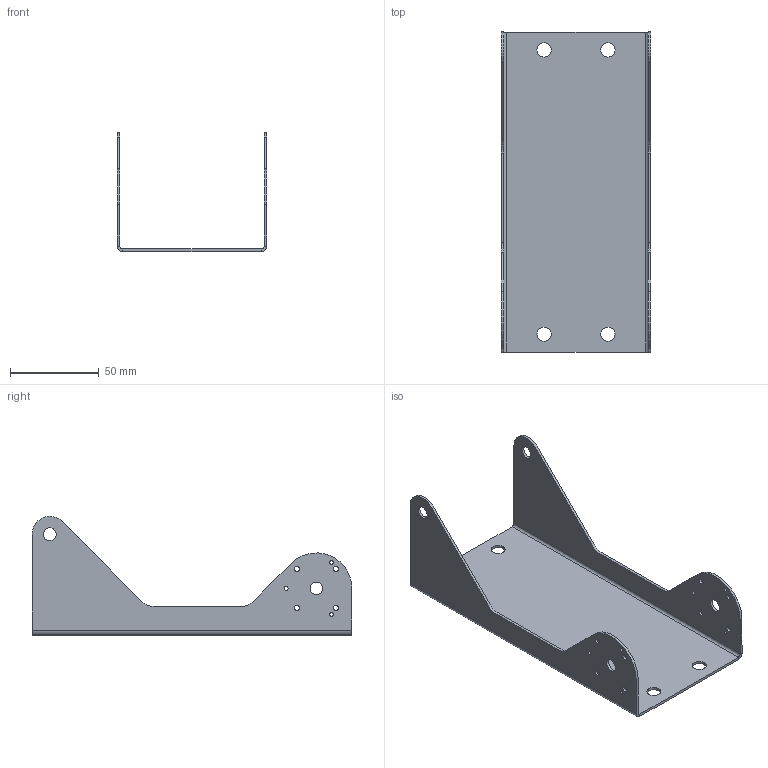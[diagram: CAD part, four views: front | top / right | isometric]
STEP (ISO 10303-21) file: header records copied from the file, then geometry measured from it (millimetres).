
FILE_DESCRIPTION(/* description */ (''),/* implementation_level */ '2;1');
FILE_NAME(/* name */ 'P0001_OB_200331_r02.step',/* time_stamp */ '2020-03-31T16:08:34+02:00',/* author */ (''),/* organization */ (''),/* preprocessor_version */ 'ST-DEVELOPER v18',/* originating_system */ 'Autodesk Translation Framework v8.12.0.6',/* authorisation */ '');
FILE_SCHEMA (('AUTOMOTIVE_DESIGN { 1 0 10303 214 3 1 1 }'));
Length unit declared in the file: millimetre
Products named in the file (1): P0001_OB_200331
Bounding box: 84.2 x 180 x 66.98 mm (x, y, z)
Volume: 39149.9 mm3; surface area: 53832.9 mm2
Topology: 1 solids, 1 shells, 56 faces, 176 edges, 122 vertices
Faces by surface type: cylinder 34, plane 22
Full cylindrical faces by diameter (mm): 2.1 x6, 3 x8, 7.2 x4, 8 x4
Entity records: 2151 total; most frequent: DIRECTION 388, CARTESIAN_POINT 355, ORIENTED_EDGE 352, EDGE_CURVE 176, AXIS2_PLACEMENT_3D 155, VERTEX_POINT 122, EDGE_LOOP 100, CIRCLE 98
